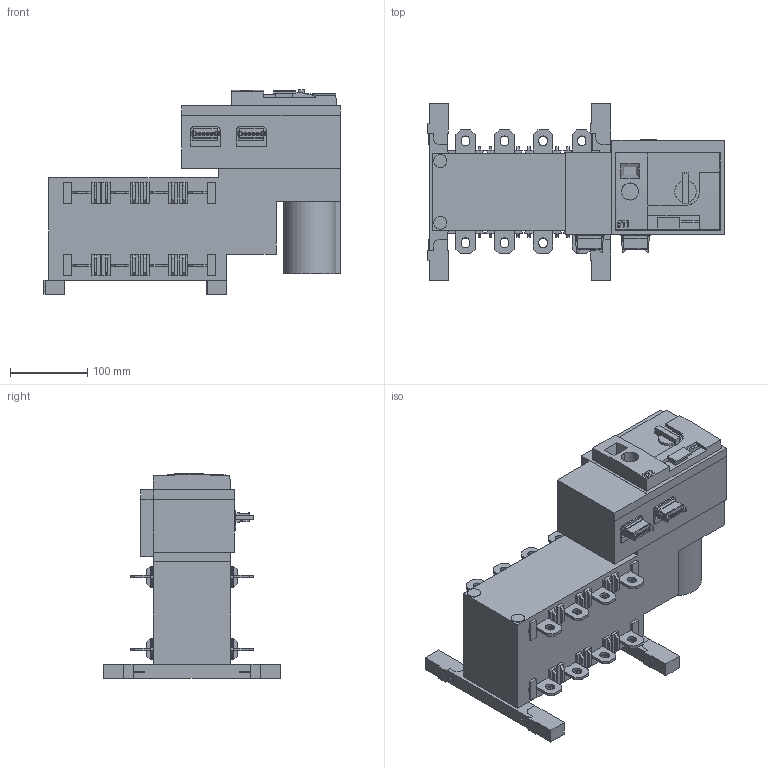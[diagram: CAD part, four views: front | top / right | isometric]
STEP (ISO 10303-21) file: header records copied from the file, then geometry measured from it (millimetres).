
FILE_DESCRIPTION((''),'2;1');
FILE_NAME('95234025_ASM_1_ASM','2021-10-01T',('marketing.praksa'),('Audax d.o.o.'),'CREO PARAMETRIC BY PTC INC, 2017480','CREO PARAMETRIC BY PTC INC, 2017480','');
FILE_SCHEMA(('AUTOMOTIVE_DESIGN { 1 0 10303 214 1 1 1 1 }'));
Products named in the file (42): FRONT; 95234025_01_1; 95234025_02_1; 95234025_05_1; 95234025_06_1; 95234025_07_1; 95234025_08_1; PLASTIKA_1_1; PLASTIKA_1_2; PLASTIKA_1_ASM; PRT9562_1_1_2_3_4_5_6_7_8_9___1; PRT9562_1_1_2_3_4_5_6_7_8_9___2; PRT9562_1_1_2_3_4_5_6_7_8_9___3; PRT9562_1_1_2_3_4_5_6_7_8_9___4; PRT9562_1_1_2_3_4_5_6_7_8_9__12_ASM; BL-ZAD_1; PRKLJUCEK_1_1; PRKLJUCEK_1_2; PRKLJUCEK_1_3; PRKLJUCEK_1_4; PRKLJUCEK_1_5; PRKLJUCEK_1_6; PRKLJUCEK_1_7; PRKLJUCEK_1_8; PRKLJUCEK_1_9; PRKLJUCEK_1_10; PRKLJUCEK_1_11; PRKLJUCEK_1_12; PRKLJUCEK_1_13; PRKLJUCEK_1_14; PRKLJUCEK_1_15; PRKLJUCEK_1_16; PRKLJUCEK_1_ASM; WHITE-ON-BLACK-BOX_1_1; WHITE-ON-BLACK-BOX_1_2; WHITE-ON-BLACK-BOX_1_ASM; PRT9563_1_1_2_3_4_5_6_7_8_9___1; PRT9563_1_1_2_3_4_5_6_7_8_9___2; PRT9563_1_1_2_3_4_5_6_7_8_9___3; PRT9563_1_1_2_3_4_5_6_7_8_9__11_ASM ...
Assembly tree (41 placements, depth 3):
  95234025_ASM_1_ASM
    FRONT
    95234025_01_1
    95234025_02_1
    95234025_05_1
    95234025_06_1
    95234025_07_1
    95234025_08_1
    PLASTIKA_1_ASM
      PLASTIKA_1_1
      PLASTIKA_1_2
    PRT9562_1_1_2_3_4_5_6_7_8_9__12_ASM
      PRT9562_1_1_2_3_4_5_6_7_8_9___1
      PRT9562_1_1_2_3_4_5_6_7_8_9___2
      PRT9562_1_1_2_3_4_5_6_7_8_9___3
      PRT9562_1_1_2_3_4_5_6_7_8_9___4
    BL-ZAD_1
    PRKLJUCEK_1_ASM
      PRKLJUCEK_1_1
      PRKLJUCEK_1_2
      PRKLJUCEK_1_3
      PRKLJUCEK_1_4
      PRKLJUCEK_1_5
      PRKLJUCEK_1_6
      PRKLJUCEK_1_7
      PRKLJUCEK_1_8
      PRKLJUCEK_1_9
      PRKLJUCEK_1_10
      PRKLJUCEK_1_11
      PRKLJUCEK_1_12
      PRKLJUCEK_1_13
      PRKLJUCEK_1_14
      PRKLJUCEK_1_15
      PRKLJUCEK_1_16
    WHITE-ON-BLACK-BOX_1_ASM
      WHITE-ON-BLACK-BOX_1_1
      WHITE-ON-BLACK-BOX_1_2
    PRT9563_1_1_2_3_4_5_6_7_8_9__11_ASM
      PRT9563_1_1_2_3_4_5_6_7_8_9___1
      PRT9563_1_1_2_3_4_5_6_7_8_9___2
      PRT9563_1_1_2_3_4_5_6_7_8_9___3
    NEW-BLACK-BOX-SOCOMEC_1_1_1
Bounding box: 383.03 x 229.49 x 264.77 mm (x, y, z)
Volume: 6915861.9 mm3; surface area: 473618.7 mm2
Topology: 36 solids, 36 shells, 1519 faces, 4024 edges, 2700 vertices
Faces by surface type: plane 1290, cylinder 217, cone 8, bspline 3, extrusion 1
Entity records: 70879 total; most frequent: CARTESIAN_POINT 9165, ORIENTED_EDGE 8048, DIRECTION 7698, PRESENTATION_STYLE_ASSIGNMENT 5227, STYLED_ITEM 5227, CURVE_STYLE 4024, EDGE_CURVE 4024, VECTOR 3354
